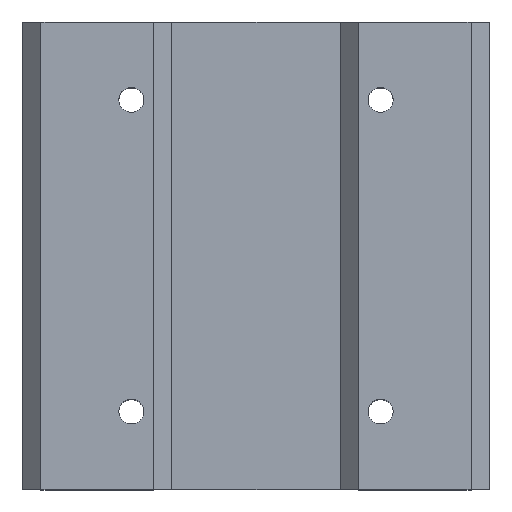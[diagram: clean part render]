
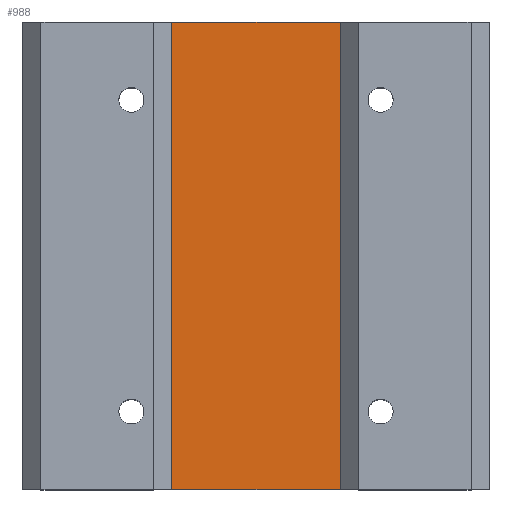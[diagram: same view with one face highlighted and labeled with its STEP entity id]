
A CAD part, top view. The second image highlights one B-rep face of the part: STEP entity #988.
In plain terms, the highlighted planar face has unit normal (0, 0, 1).
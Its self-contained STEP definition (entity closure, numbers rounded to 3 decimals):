
#19 = VECTOR ( 'NONE', #638, 1000. ) ;
#62 = VECTOR ( 'NONE', #1776, 1000. ) ;
#214 = VERTEX_POINT ( 'NONE', #1638 ) ;
#441 = CARTESIAN_POINT ( 'NONE',  ( -13.5, 37.5, 24.5 ) ) ;
#488 = VERTEX_POINT ( 'NONE', #2862 ) ;
#490 = CARTESIAN_POINT ( 'NONE',  ( -13.5, -37.5, 24.5 ) ) ;
#539 = EDGE_CURVE ( 'NONE', #2423, #488, #1509, .T. ) ;
#638 = DIRECTION ( 'NONE',  ( 0., -1., 0. ) ) ;
#732 = VECTOR ( 'NONE', #3292, 1000. ) ;
#988 = ADVANCED_FACE ( 'NONE', ( #3336 ), #1002, .F. ) ;
#1002 = PLANE ( 'NONE',  #2738 ) ;
#1038 = CARTESIAN_POINT ( 'NONE',  ( -13.5, 37.5, 24.5 ) ) ;
#1111 = EDGE_CURVE ( 'NONE', #3246, #214, #2262, .T. ) ;
#1242 = EDGE_LOOP ( 'NONE', ( #1999, #1891, #1781, #2673 ) ) ;
#1484 = CARTESIAN_POINT ( 'NONE',  ( -13.5, 37.5, 24.5 ) ) ;
#1509 = LINE ( 'NONE', #490, #62 ) ;
#1520 = DIRECTION ( 'NONE',  ( -1., 0., 0. ) ) ;
#1522 = CARTESIAN_POINT ( 'NONE',  ( -13.5, 37.5, 24.5 ) ) ;
#1575 = VECTOR ( 'NONE', #2930, 1000. ) ;
#1638 = CARTESIAN_POINT ( 'NONE',  ( 13.5, 37.5, 24.5 ) ) ;
#1700 = CARTESIAN_POINT ( 'NONE',  ( 13.5, 37.5, 24.5 ) ) ;
#1731 = DIRECTION ( 'NONE',  ( 0., 0., -1. ) ) ;
#1776 = DIRECTION ( 'NONE',  ( 1., 0., 0. ) ) ;
#1781 = ORIENTED_EDGE ( 'NONE', *, *, #1111, .F. ) ;
#1814 = EDGE_CURVE ( 'NONE', #214, #488, #2767, .T. ) ;
#1891 = ORIENTED_EDGE ( 'NONE', *, *, #1814, .F. ) ;
#1999 = ORIENTED_EDGE ( 'NONE', *, *, #539, .T. ) ;
#2151 = LINE ( 'NONE', #1038, #1575 ) ;
#2262 = LINE ( 'NONE', #441, #732 ) ;
#2423 = VERTEX_POINT ( 'NONE', #2868 ) ;
#2673 = ORIENTED_EDGE ( 'NONE', *, *, #3263, .T. ) ;
#2738 = AXIS2_PLACEMENT_3D ( 'NONE', #1484, #1731, #1520 ) ;
#2767 = LINE ( 'NONE', #1700, #19 ) ;
#2862 = CARTESIAN_POINT ( 'NONE',  ( 13.5, -37.5, 24.5 ) ) ;
#2868 = CARTESIAN_POINT ( 'NONE',  ( -13.5, -37.5, 24.5 ) ) ;
#2930 = DIRECTION ( 'NONE',  ( 0., -1., 0. ) ) ;
#3246 = VERTEX_POINT ( 'NONE', #1522 ) ;
#3263 = EDGE_CURVE ( 'NONE', #3246, #2423, #2151, .T. ) ;
#3292 = DIRECTION ( 'NONE',  ( 1., 0., 0. ) ) ;
#3336 = FACE_OUTER_BOUND ( 'NONE', #1242, .T. ) ;
